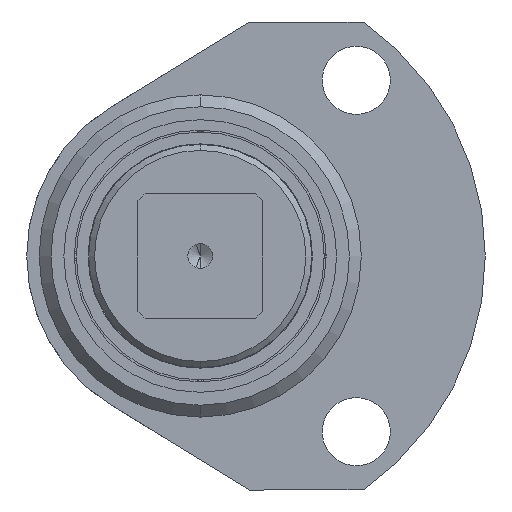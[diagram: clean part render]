
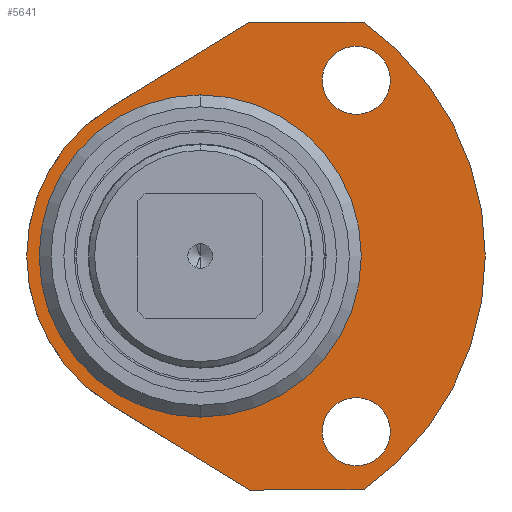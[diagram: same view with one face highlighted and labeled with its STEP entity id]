
A CAD part, left-side view. The second image highlights one B-rep face of the part: STEP entity #5641.
In plain terms, the highlighted planar face has unit normal (-1, 0, 0).
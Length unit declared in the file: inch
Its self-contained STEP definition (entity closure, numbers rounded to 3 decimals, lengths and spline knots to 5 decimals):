
#103 = AXIS2_PLACEMENT_3D ( 'NONE', #8520, #5456, #4077 ) ;
#125 = DIRECTION ( 'NONE',  ( 0., -0.852, 0.523 ) ) ;
#250 = DIRECTION ( 'NONE',  ( 0., 0., -1. ) ) ;
#291 = CARTESIAN_POINT ( 'NONE',  ( 0., -0.787, 1.05787 ) ) ;
#318 = VERTEX_POINT ( 'NONE', #9146 ) ;
#449 = VERTEX_POINT ( 'NONE', #6402 ) ;
#682 = ORIENTED_EDGE ( 'NONE', *, *, #5336, .F. ) ;
#694 = CARTESIAN_POINT ( 'NONE',  ( 0., -0.25, -1.18 ) ) ;
#945 = DIRECTION ( 'NONE',  ( 0., 0., -1. ) ) ;
#971 = DIRECTION ( 'NONE',  ( 0., 0., -1. ) ) ;
#1098 = VERTEX_POINT ( 'NONE', #9349 ) ;
#1178 = FACE_BOUND ( 'NONE', #3353, .T. ) ;
#1186 = EDGE_CURVE ( 'NONE', #8930, #7101, #1480, .T. ) ;
#1257 = CARTESIAN_POINT ( 'NONE',  ( 0., 0.45763, -0.74579 ) ) ;
#1308 = CARTESIAN_POINT ( 'NONE',  ( 0., 0.45763, 0.74579 ) ) ;
#1474 = DIRECTION ( 'NONE',  ( 0., 0., -1. ) ) ;
#1475 = CARTESIAN_POINT ( 'NONE',  ( 0., 0., 0. ) ) ;
#1480 = CIRCLE ( 'NONE', #2921, 0.17187 ) ;
#1575 = DIRECTION ( 'NONE',  ( 1., 0., 0. ) ) ;
#1583 = VECTOR ( 'NONE', #8146, 39.37008 ) ;
#1638 = VECTOR ( 'NONE', #6019, 39.37008 ) ;
#1781 = EDGE_CURVE ( 'NONE', #1098, #7375, #9088, .T. ) ;
#2055 = ORIENTED_EDGE ( 'NONE', *, *, #1186, .T. ) ;
#2076 = EDGE_CURVE ( 'NONE', #7375, #1098, #6815, .T. ) ;
#2314 = AXIS2_PLACEMENT_3D ( 'NONE', #4513, #7524, #1474 ) ;
#2482 = CARTESIAN_POINT ( 'NONE',  ( 0., -0.25, 1.18 ) ) ;
#2518 = EDGE_LOOP ( 'NONE', ( #682, #9485, #6076, #6401, #8452, #3026 ) ) ;
#2580 = ORIENTED_EDGE ( 'NONE', *, *, #6156, .T. ) ;
#2780 = EDGE_LOOP ( 'NONE', ( #4030, #2580 ) ) ;
#2921 = AXIS2_PLACEMENT_3D ( 'NONE', #3393, #7196, #8673 ) ;
#2997 = CARTESIAN_POINT ( 'NONE',  ( 0., 0., 0. ) ) ;
#3026 = ORIENTED_EDGE ( 'NONE', *, *, #7162, .F. ) ;
#3061 = ORIENTED_EDGE ( 'NONE', *, *, #8901, .T. ) ;
#3093 = DIRECTION ( 'NONE',  ( 1., 0., 0. ) ) ;
#3127 = VERTEX_POINT ( 'NONE', #8797 ) ;
#3353 = EDGE_LOOP ( 'NONE', ( #2055, #3061 ) ) ;
#3393 = CARTESIAN_POINT ( 'NONE',  ( 0., -0.787, 0.886 ) ) ;
#3397 = ORIENTED_EDGE ( 'NONE', *, *, #2076, .T. ) ;
#3706 = CARTESIAN_POINT ( 'NONE',  ( 0., -0.25, 1.18 ) ) ;
#3710 = LINE ( 'NONE', #5304, #1638 ) ;
#4030 = ORIENTED_EDGE ( 'NONE', *, *, #8613, .T. ) ;
#4051 = VERTEX_POINT ( 'NONE', #8863 ) ;
#4077 = DIRECTION ( 'NONE',  ( 0., 0., -1. ) ) ;
#4096 = VERTEX_POINT ( 'NONE', #1257 ) ;
#4513 = CARTESIAN_POINT ( 'NONE',  ( 0., 0., 0. ) ) ;
#4550 = DIRECTION ( 'NONE',  ( 1., 0., 0. ) ) ;
#4717 = CARTESIAN_POINT ( 'NONE',  ( 0., 0., 0. ) ) ;
#4878 = AXIS2_PLACEMENT_3D ( 'NONE', #7828, #7862, #971 ) ;
#4887 = LINE ( 'NONE', #2482, #8449 ) ;
#4932 = CIRCLE ( 'NONE', #5414, 1.4375 ) ;
#5114 = FACE_BOUND ( 'NONE', #2780, .T. ) ;
#5157 = VERTEX_POINT ( 'NONE', #5162 ) ;
#5161 = DIRECTION ( 'NONE',  ( 0., 1., 0. ) ) ;
#5162 = CARTESIAN_POINT ( 'NONE',  ( 0., -0.25, 1.18 ) ) ;
#5254 = EDGE_LOOP ( 'NONE', ( #3397, #8105 ) ) ;
#5304 = CARTESIAN_POINT ( 'NONE',  ( 0., -0.25, -1.18 ) ) ;
#5336 = EDGE_CURVE ( 'NONE', #6273, #5157, #4887, .T. ) ;
#5397 = CARTESIAN_POINT ( 'NONE',  ( 0., -0.787, 0.886 ) ) ;
#5414 = AXIS2_PLACEMENT_3D ( 'NONE', #2997, #1575, #8769 ) ;
#5456 = DIRECTION ( 'NONE',  ( 1., 0., 0. ) ) ;
#5488 = CARTESIAN_POINT ( 'NONE',  ( 0., -0.25, -1.18 ) ) ;
#5641 = ADVANCED_FACE ( 'NONE', ( #8093, #1178, #5114, #8811 ), #8501, .F. ) ;
#5877 = LINE ( 'NONE', #3706, #1583 ) ;
#6019 = DIRECTION ( 'NONE',  ( 0., 0.852, 0.523 ) ) ;
#6076 = ORIENTED_EDGE ( 'NONE', *, *, #6142, .F. ) ;
#6124 = CARTESIAN_POINT ( 'NONE',  ( 0., -0.787, -1.05787 ) ) ;
#6142 = EDGE_CURVE ( 'NONE', #9081, #4096, #3710, .T. ) ;
#6156 = EDGE_CURVE ( 'NONE', #4051, #318, #8084, .T. ) ;
#6190 = VECTOR ( 'NONE', #5161, 39.37008 ) ;
#6273 = VERTEX_POINT ( 'NONE', #1308 ) ;
#6401 = ORIENTED_EDGE ( 'NONE', *, *, #8311, .F. ) ;
#6402 = CARTESIAN_POINT ( 'NONE',  ( 0., -0.82098, -1.18 ) ) ;
#6595 = CIRCLE ( 'NONE', #6945, 0.8125 ) ;
#6798 = DIRECTION ( 'NONE',  ( 1., 0., 0. ) ) ;
#6815 = CIRCLE ( 'NONE', #103, 0.17187 ) ;
#6874 = CARTESIAN_POINT ( 'NONE',  ( 0., -0.787, 0.71413 ) ) ;
#6945 = AXIS2_PLACEMENT_3D ( 'NONE', #8606, #9272, #945 ) ;
#7101 = VERTEX_POINT ( 'NONE', #291 ) ;
#7162 = EDGE_CURVE ( 'NONE', #5157, #3127, #5877, .T. ) ;
#7196 = DIRECTION ( 'NONE',  ( 1., 0., 0. ) ) ;
#7290 = EDGE_CURVE ( 'NONE', #3127, #449, #4932, .T. ) ;
#7375 = VERTEX_POINT ( 'NONE', #6124 ) ;
#7502 = LINE ( 'NONE', #694, #6190 ) ;
#7524 = DIRECTION ( 'NONE',  ( 1., 0., 0. ) ) ;
#7828 = CARTESIAN_POINT ( 'NONE',  ( 0., -0.787, -0.886 ) ) ;
#7862 = DIRECTION ( 'NONE',  ( 1., 0., 0. ) ) ;
#8084 = CIRCLE ( 'NONE', #9235, 0.8125 ) ;
#8093 = FACE_BOUND ( 'NONE', #5254, .T. ) ;
#8105 = ORIENTED_EDGE ( 'NONE', *, *, #1781, .T. ) ;
#8146 = DIRECTION ( 'NONE',  ( 0., -1., 0. ) ) ;
#8297 = DIRECTION ( 'NONE',  ( 0., 0., -1. ) ) ;
#8311 = EDGE_CURVE ( 'NONE', #449, #9081, #7502, .T. ) ;
#8403 = AXIS2_PLACEMENT_3D ( 'NONE', #4717, #6798, #250 ) ;
#8449 = VECTOR ( 'NONE', #125, 39.37008 ) ;
#8452 = ORIENTED_EDGE ( 'NONE', *, *, #7290, .F. ) ;
#8493 = CIRCLE ( 'NONE', #2314, 0.875 ) ;
#8501 = PLANE ( 'NONE',  #8403 ) ;
#8520 = CARTESIAN_POINT ( 'NONE',  ( 0., -0.787, -0.886 ) ) ;
#8606 = CARTESIAN_POINT ( 'NONE',  ( 0., 0., 0. ) ) ;
#8613 = EDGE_CURVE ( 'NONE', #318, #4051, #6595, .T. ) ;
#8673 = DIRECTION ( 'NONE',  ( 0., 0., -1. ) ) ;
#8769 = DIRECTION ( 'NONE',  ( 0., 0., -1. ) ) ;
#8797 = CARTESIAN_POINT ( 'NONE',  ( 0., -0.82098, 1.18 ) ) ;
#8811 = FACE_OUTER_BOUND ( 'NONE', #2518, .T. ) ;
#8863 = CARTESIAN_POINT ( 'NONE',  ( 0., 0., 0.8125 ) ) ;
#8901 = EDGE_CURVE ( 'NONE', #7101, #8930, #9838, .T. ) ;
#8930 = VERTEX_POINT ( 'NONE', #6874 ) ;
#9081 = VERTEX_POINT ( 'NONE', #5488 ) ;
#9088 = CIRCLE ( 'NONE', #4878, 0.17187 ) ;
#9146 = CARTESIAN_POINT ( 'NONE',  ( 0., 0., -0.8125 ) ) ;
#9192 = DIRECTION ( 'NONE',  ( 0., 0., -1. ) ) ;
#9235 = AXIS2_PLACEMENT_3D ( 'NONE', #1475, #4550, #8297 ) ;
#9272 = DIRECTION ( 'NONE',  ( 1., 0., 0. ) ) ;
#9349 = CARTESIAN_POINT ( 'NONE',  ( 0., -0.787, -0.71413 ) ) ;
#9485 = ORIENTED_EDGE ( 'NONE', *, *, #9653, .F. ) ;
#9594 = AXIS2_PLACEMENT_3D ( 'NONE', #5397, #3093, #9192 ) ;
#9653 = EDGE_CURVE ( 'NONE', #4096, #6273, #8493, .T. ) ;
#9838 = CIRCLE ( 'NONE', #9594, 0.17187 ) ;
